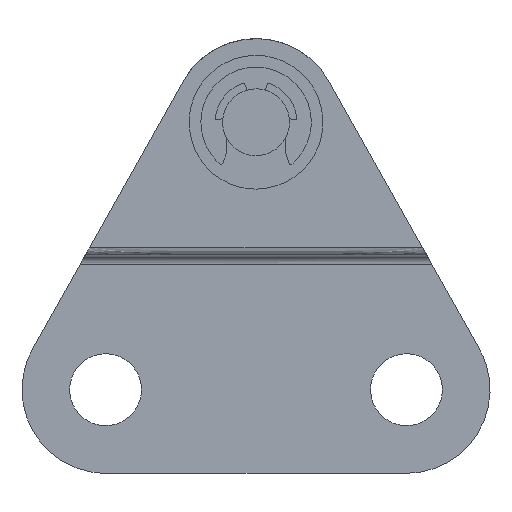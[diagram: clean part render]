
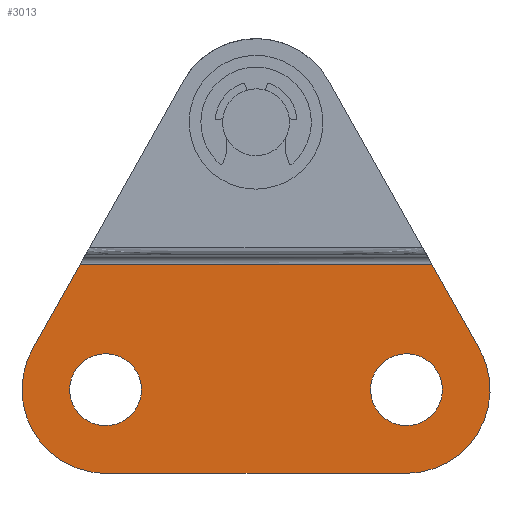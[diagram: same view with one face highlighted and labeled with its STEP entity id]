
A CAD part, front view. The second image highlights one B-rep face of the part: STEP entity #3013.
In plain terms, the highlighted free-form (B-spline) face has degree [1, 1] with [2, 2] control points.
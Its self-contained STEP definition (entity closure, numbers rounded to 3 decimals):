
#2006=CARTESIAN_POINT('',(-6.857,-1.5,-0.169));
#2007=VERTEX_POINT('',#2006);
#2013=CARTESIAN_POINT('',(-9.,-1.5,2.15));
#2014=VERTEX_POINT('',#2013);
#2015=CARTESIAN_POINT('',(-6.857,-1.5,-0.169));
#2016=CARTESIAN_POINT('',(-6.85,-1.5,-0.084));
#2017=CARTESIAN_POINT('',(-6.85,-1.5,0.0));
#2018=CARTESIAN_POINT('',(-6.85,-1.5,2.15));
#2019=CARTESIAN_POINT('',(-9.,-1.5,2.15));
#2027=(BOUNDED_CURVE()B_SPLINE_CURVE(2,(#2015,#2016,#2017,#2018,#2019),.UNSPECIFIED.,.F.,.U.)B_SPLINE_CURVE_WITH_KNOTS((3,2,3),(0.736,0.75,1.0),.UNSPECIFIED.)CURVE()GEOMETRIC_REPRESENTATION_ITEM()RATIONAL_B_SPLINE_CURVE((0.97,0.984,1.0,0.707,1.0))REPRESENTATION_ITEM(''));
#2028=EDGE_CURVE('',#2007,#2014,#2027,.T.);
#2030=CARTESIAN_POINT('',(-11.143,-1.5,0.169));
#2031=VERTEX_POINT('',#2030);
#2032=CARTESIAN_POINT('',(-9.,-1.5,2.15));
#2033=CARTESIAN_POINT('',(-10.987,-1.5,2.15));
#2034=CARTESIAN_POINT('',(-11.143,-1.5,0.169));
#2042=(BOUNDED_CURVE()B_SPLINE_CURVE(2,(#2032,#2033,#2034),.UNSPECIFIED.,.F.,.U.)B_SPLINE_CURVE_WITH_KNOTS((3,3),(0.0,0.236),.UNSPECIFIED.)CURVE()GEOMETRIC_REPRESENTATION_ITEM()RATIONAL_B_SPLINE_CURVE((1.0,0.723,0.97))REPRESENTATION_ITEM(''));
#2043=EDGE_CURVE('',#2014,#2031,#2042,.T.);
#2089=CARTESIAN_POINT('',(-9.,-1.5,-2.15));
#2090=VERTEX_POINT('',#2089);
#2091=CARTESIAN_POINT('',(-11.143,-1.5,0.169));
#2092=CARTESIAN_POINT('',(-11.15,-1.5,0.084));
#2093=CARTESIAN_POINT('',(-11.15,-1.5,0.0));
#2094=CARTESIAN_POINT('',(-11.15,-1.5,-2.15));
#2095=CARTESIAN_POINT('',(-9.,-1.5,-2.15));
#2103=(BOUNDED_CURVE()B_SPLINE_CURVE(2,(#2091,#2092,#2093,#2094,#2095),.UNSPECIFIED.,.F.,.U.)B_SPLINE_CURVE_WITH_KNOTS((3,2,3),(0.236,0.25,0.5),.UNSPECIFIED.)CURVE()GEOMETRIC_REPRESENTATION_ITEM()RATIONAL_B_SPLINE_CURVE((0.97,0.984,1.0,0.707,1.0))REPRESENTATION_ITEM(''));
#2104=EDGE_CURVE('',#2031,#2090,#2103,.T.);
#2106=CARTESIAN_POINT('',(-9.,-1.5,-2.15));
#2107=CARTESIAN_POINT('',(-7.013,-1.5,-2.15));
#2108=CARTESIAN_POINT('',(-6.857,-1.5,-0.169));
#2116=(BOUNDED_CURVE()B_SPLINE_CURVE(2,(#2106,#2107,#2108),.UNSPECIFIED.,.F.,.U.)B_SPLINE_CURVE_WITH_KNOTS((3,3),(0.5,0.736),.UNSPECIFIED.)CURVE()GEOMETRIC_REPRESENTATION_ITEM()RATIONAL_B_SPLINE_CURVE((1.0,0.723,0.97))REPRESENTATION_ITEM(''));
#2117=EDGE_CURVE('',#2090,#2007,#2116,.T.);
#2188=CARTESIAN_POINT('',(11.143,-1.5,-0.169));
#2189=VERTEX_POINT('',#2188);
#2195=CARTESIAN_POINT('',(9.,-1.5,2.15));
#2196=VERTEX_POINT('',#2195);
#2197=CARTESIAN_POINT('',(11.143,-1.5,-0.169));
#2198=CARTESIAN_POINT('',(11.15,-1.5,-0.084));
#2199=CARTESIAN_POINT('',(11.15,-1.5,0.0));
#2200=CARTESIAN_POINT('',(11.15,-1.5,2.15));
#2201=CARTESIAN_POINT('',(9.,-1.5,2.15));
#2209=(BOUNDED_CURVE()B_SPLINE_CURVE(2,(#2197,#2198,#2199,#2200,#2201),.UNSPECIFIED.,.F.,.U.)B_SPLINE_CURVE_WITH_KNOTS((3,2,3),(0.736,0.75,1.0),.UNSPECIFIED.)CURVE()GEOMETRIC_REPRESENTATION_ITEM()RATIONAL_B_SPLINE_CURVE((0.97,0.984,1.0,0.707,1.0))REPRESENTATION_ITEM(''));
#2210=EDGE_CURVE('',#2189,#2196,#2209,.T.);
#2212=CARTESIAN_POINT('',(6.857,-1.5,0.169));
#2213=VERTEX_POINT('',#2212);
#2214=CARTESIAN_POINT('',(9.,-1.5,2.15));
#2215=CARTESIAN_POINT('',(7.013,-1.5,2.15));
#2216=CARTESIAN_POINT('',(6.857,-1.5,0.169));
#2224=(BOUNDED_CURVE()B_SPLINE_CURVE(2,(#2214,#2215,#2216),.UNSPECIFIED.,.F.,.U.)B_SPLINE_CURVE_WITH_KNOTS((3,3),(0.0,0.236),.UNSPECIFIED.)CURVE()GEOMETRIC_REPRESENTATION_ITEM()RATIONAL_B_SPLINE_CURVE((1.0,0.723,0.97))REPRESENTATION_ITEM(''));
#2225=EDGE_CURVE('',#2196,#2213,#2224,.T.);
#2271=CARTESIAN_POINT('',(9.,-1.5,-2.15));
#2272=VERTEX_POINT('',#2271);
#2273=CARTESIAN_POINT('',(6.857,-1.5,0.169));
#2274=CARTESIAN_POINT('',(6.85,-1.5,0.084));
#2275=CARTESIAN_POINT('',(6.85,-1.5,0.0));
#2276=CARTESIAN_POINT('',(6.85,-1.5,-2.15));
#2277=CARTESIAN_POINT('',(9.,-1.5,-2.15));
#2285=(BOUNDED_CURVE()B_SPLINE_CURVE(2,(#2273,#2274,#2275,#2276,#2277),.UNSPECIFIED.,.F.,.U.)B_SPLINE_CURVE_WITH_KNOTS((3,2,3),(0.236,0.25,0.5),.UNSPECIFIED.)CURVE()GEOMETRIC_REPRESENTATION_ITEM()RATIONAL_B_SPLINE_CURVE((0.97,0.984,1.0,0.707,1.0))REPRESENTATION_ITEM(''));
#2286=EDGE_CURVE('',#2213,#2272,#2285,.T.);
#2288=CARTESIAN_POINT('',(9.,-1.5,-2.15));
#2289=CARTESIAN_POINT('',(10.987,-1.5,-2.15));
#2290=CARTESIAN_POINT('',(11.143,-1.5,-0.169));
#2298=(BOUNDED_CURVE()B_SPLINE_CURVE(2,(#2288,#2289,#2290),.UNSPECIFIED.,.F.,.U.)B_SPLINE_CURVE_WITH_KNOTS((3,3),(0.5,0.736),.UNSPECIFIED.)CURVE()GEOMETRIC_REPRESENTATION_ITEM()RATIONAL_B_SPLINE_CURVE((1.0,0.723,0.97))REPRESENTATION_ITEM(''));
#2299=EDGE_CURVE('',#2272,#2189,#2298,.T.);
#2512=CARTESIAN_POINT('',(-13.358,-1.5,2.451));
#2513=VERTEX_POINT('',#2512);
#2519=CARTESIAN_POINT('',(-10.518,-1.5,7.5));
#2520=VERTEX_POINT('',#2519);
#2521=CARTESIAN_POINT('',(-10.518,-1.5,7.5));
#2522=CARTESIAN_POINT('',(-13.358,-1.5,2.451));
#2523=QUASI_UNIFORM_CURVE('',1,(#2521,#2522),.UNSPECIFIED.,.F.,.U.);
#2524=EDGE_CURVE('',#2520,#2513,#2523,.T.);
#2566=CARTESIAN_POINT('',(10.518,-1.5,7.5));
#2567=VERTEX_POINT('',#2566);
#2581=CARTESIAN_POINT('',(13.358,-1.5,2.451));
#2582=VERTEX_POINT('',#2581);
#2583=CARTESIAN_POINT('',(13.358,-1.5,2.451));
#2584=CARTESIAN_POINT('',(10.518,-1.5,7.5));
#2585=QUASI_UNIFORM_CURVE('',1,(#2583,#2584),.UNSPECIFIED.,.F.,.U.);
#2586=EDGE_CURVE('',#2582,#2567,#2585,.T.);
#2687=CARTESIAN_POINT('',(9.,-1.5,-5.0));
#2688=VERTEX_POINT('',#2687);
#2710=CARTESIAN_POINT('',(9.,-1.5,-5.0));
#2711=CARTESIAN_POINT('',(11.868,-1.5,-5.0));
#2712=CARTESIAN_POINT('',(13.316,-1.5,-2.524));
#2713=CARTESIAN_POINT('',(14.764,-1.5,-0.048));
#2714=CARTESIAN_POINT('',(13.358,-1.5,2.451));
#2722=(BOUNDED_CURVE()B_SPLINE_CURVE(2,(#2710,#2711,#2712,#2713,#2714),.UNSPECIFIED.,.F.,.U.)B_SPLINE_CURVE_WITH_KNOTS((3,2,3),(0.0,0.5,1.0),.UNSPECIFIED.)CURVE()GEOMETRIC_REPRESENTATION_ITEM()RATIONAL_B_SPLINE_CURVE((1.0,0.867,1.0,0.867,1.0))REPRESENTATION_ITEM(''));
#2723=EDGE_CURVE('',#2688,#2582,#2722,.T.);
#2760=CARTESIAN_POINT('',(-9.,-1.5,-5.0));
#2761=VERTEX_POINT('',#2760);
#2767=CARTESIAN_POINT('',(-13.358,-1.5,2.451));
#2768=CARTESIAN_POINT('',(-14.764,-1.5,-0.048));
#2769=CARTESIAN_POINT('',(-13.316,-1.5,-2.524));
#2770=CARTESIAN_POINT('',(-11.868,-1.5,-5.));
#2771=CARTESIAN_POINT('',(-9.,-1.5,-5.0));
#2779=(BOUNDED_CURVE()B_SPLINE_CURVE(2,(#2767,#2768,#2769,#2770,#2771),.UNSPECIFIED.,.F.,.U.)B_SPLINE_CURVE_WITH_KNOTS((3,2,3),(0.0,0.5,1.0),.UNSPECIFIED.)CURVE()GEOMETRIC_REPRESENTATION_ITEM()RATIONAL_B_SPLINE_CURVE((1.0,0.867,1.0,0.867,1.0))REPRESENTATION_ITEM(''));
#2780=EDGE_CURVE('',#2513,#2761,#2779,.T.);
#2899=CARTESIAN_POINT('',(-9.,-1.5,-5.0));
#2900=CARTESIAN_POINT('',(9.,-1.5,-5.0));
#2901=QUASI_UNIFORM_CURVE('',1,(#2899,#2900),.UNSPECIFIED.,.F.,.U.);
#2902=EDGE_CURVE('',#2761,#2688,#2901,.T.);
#2929=CARTESIAN_POINT('',(-10.518,-1.5,7.5));
#2930=CARTESIAN_POINT('',(10.518,-1.5,7.5));
#2931=QUASI_UNIFORM_CURVE('',1,(#2929,#2930),.UNSPECIFIED.,.F.,.U.);
#2932=EDGE_CURVE('',#2520,#2567,#2931,.T.);
#2988=CARTESIAN_POINT('',(-15.397,-1.5,8.124));
#2989=CARTESIAN_POINT('',(-15.397,-1.5,-5.624));
#2990=CARTESIAN_POINT('',(15.397,-1.5,8.124));
#2991=CARTESIAN_POINT('',(15.397,-1.5,-5.624));
#2992=B_SPLINE_SURFACE_WITH_KNOTS('',1,1,((#2988,#2990),(#2989,#2991)),.UNSPECIFIED.,.F.,.F.,.U.,(2,2),(2,2),(0.0,13.749),(0.0,30.793),.UNSPECIFIED.);
#2993=ORIENTED_EDGE('',*,*,#2902,.T.);
#2994=ORIENTED_EDGE('',*,*,#2723,.T.);
#2995=ORIENTED_EDGE('',*,*,#2586,.T.);
#2996=ORIENTED_EDGE('',*,*,#2932,.F.);
#2997=ORIENTED_EDGE('',*,*,#2524,.T.);
#2998=ORIENTED_EDGE('',*,*,#2780,.T.);
#2999=EDGE_LOOP('',(#2993,#2994,#2995,#2996,#2997,#2998));
#3000=FACE_OUTER_BOUND('',#2999,.T.);
#3001=ORIENTED_EDGE('',*,*,#2299,.F.);
#3002=ORIENTED_EDGE('',*,*,#2286,.F.);
#3003=ORIENTED_EDGE('',*,*,#2225,.F.);
#3004=ORIENTED_EDGE('',*,*,#2210,.F.);
#3005=EDGE_LOOP('',(#3001,#3002,#3003,#3004));
#3006=FACE_BOUND('',#3005,.T.);
#3007=ORIENTED_EDGE('',*,*,#2117,.F.);
#3008=ORIENTED_EDGE('',*,*,#2104,.F.);
#3009=ORIENTED_EDGE('',*,*,#2043,.F.);
#3010=ORIENTED_EDGE('',*,*,#2028,.F.);
#3011=EDGE_LOOP('',(#3007,#3008,#3009,#3010));
#3012=FACE_BOUND('',#3011,.T.);
#3013=ADVANCED_FACE('',(#3000,#3006,#3012),#2992,.T.);
